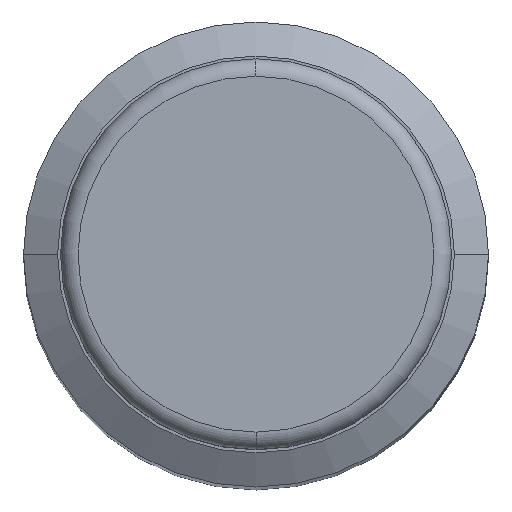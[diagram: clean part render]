
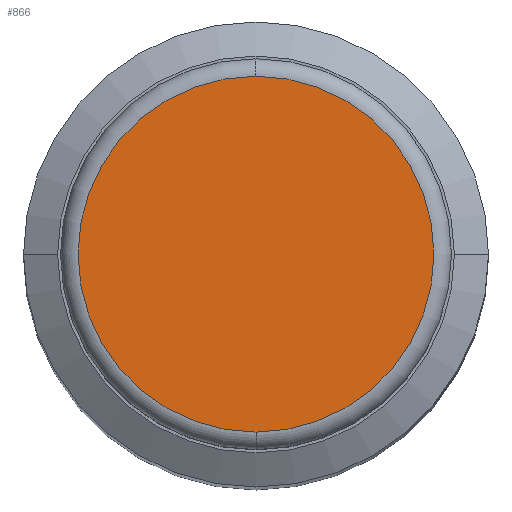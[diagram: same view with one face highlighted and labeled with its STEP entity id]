
A CAD part, top view. The second image highlights one B-rep face of the part: STEP entity #866.
In plain terms, the highlighted planar face has unit normal (0, 0, 1).
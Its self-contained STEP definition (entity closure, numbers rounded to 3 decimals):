
#651=CARTESIAN_POINT('',(0.,0.,0.));
#652=DIRECTION('',(0.,0.,-1.));
#653=DIRECTION('',(0.,-1.,0.));
#654=AXIS2_PLACEMENT_3D('',#651,#652,#653);
#659=CARTESIAN_POINT('',(0.,0.,0.));
#660=DIRECTION('',(0.,0.,-1.));
#661=DIRECTION('',(0.,1.,0.));
#662=AXIS2_PLACEMENT_3D('',#659,#660,#661);
#707=CARTESIAN_POINT('',(0.,-3.05,0.));
#708=CARTESIAN_POINT('',(0.,3.05,0.));
#709=VERTEX_POINT('',#707);
#710=VERTEX_POINT('',#708);
#857=CARTESIAN_POINT('',(0.,0.,0.));
#858=DIRECTION('',(0.,0.,-1.));
#859=DIRECTION('',(0.,-1.,0.));
#860=AXIS2_PLACEMENT_3D('',#857,#858,#859);
#861=PLANE('',#860);
#862=ORIENTED_EDGE('',*,*,#824,.T.);
#863=ORIENTED_EDGE('',*,*,#839,.T.);
#864=EDGE_LOOP('',(#862,#863));
#865=FACE_OUTER_BOUND('',#864,.F.);
#866=ADVANCED_FACE('',(#865),#861,.F.);
#655=CIRCLE('',#654,3.05);
#663=CIRCLE('',#662,3.05);
#824=EDGE_CURVE('',#709,#710,#655,.T.);
#839=EDGE_CURVE('',#710,#709,#663,.T.);
